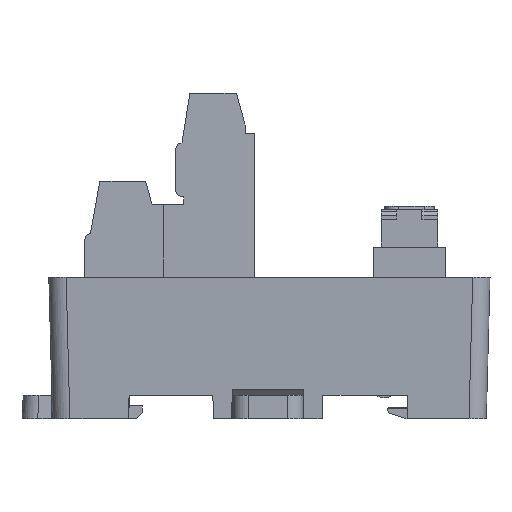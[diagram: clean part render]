
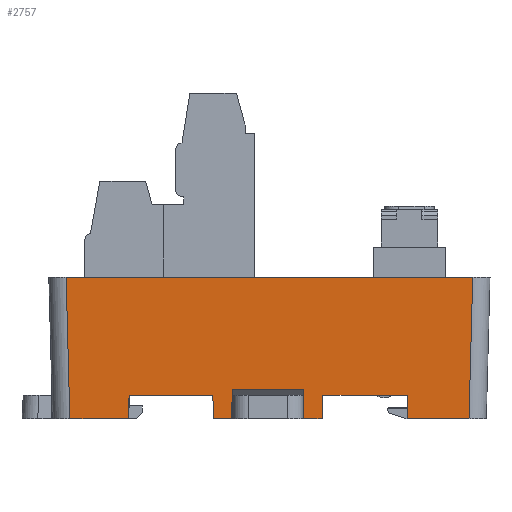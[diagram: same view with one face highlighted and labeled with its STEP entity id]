
A CAD part, left-side view. The second image highlights one B-rep face of the part: STEP entity #2757.
In plain terms, the highlighted planar face has unit normal (-1, 0, -0.026).
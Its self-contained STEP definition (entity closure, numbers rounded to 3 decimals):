
#1812=FACE_OUTER_BOUND('',#5183,.T.);
#2757=ADVANCED_FACE('',(#1812),#3780,.T.);
#3780=PLANE('',#20525);
#5183=EDGE_LOOP('',(#7185,#7186,#7187,#7188,#7189,#7190,#7191,#7192,#7193,
#7194,#7195,#7196,#7197,#7198,#7199,#7200));
#7185=ORIENTED_EDGE('',*,*,#13700,.T.);
#7186=ORIENTED_EDGE('',*,*,#13972,.F.);
#7187=ORIENTED_EDGE('',*,*,#13973,.T.);
#7188=ORIENTED_EDGE('',*,*,#13974,.F.);
#7189=ORIENTED_EDGE('',*,*,#13975,.T.);
#7190=ORIENTED_EDGE('',*,*,#13976,.F.);
#7191=ORIENTED_EDGE('',*,*,#13977,.T.);
#7192=ORIENTED_EDGE('',*,*,#13978,.T.);
#7193=ORIENTED_EDGE('',*,*,#13686,.T.);
#7194=ORIENTED_EDGE('',*,*,#13965,.T.);
#7195=ORIENTED_EDGE('',*,*,#13890,.T.);
#7196=ORIENTED_EDGE('',*,*,#13968,.T.);
#7197=ORIENTED_EDGE('',*,*,#13868,.F.);
#7198=ORIENTED_EDGE('',*,*,#13971,.T.);
#7199=ORIENTED_EDGE('',*,*,#13886,.T.);
#7200=ORIENTED_EDGE('',*,*,#13903,.F.);
#11835=VERTEX_POINT('',#27327);
#11836=VERTEX_POINT('',#27329);
#11849=VERTEX_POINT('',#27355);
#11850=VERTEX_POINT('',#27357);
#11975=VERTEX_POINT('',#27693);
#11976=VERTEX_POINT('',#27694);
#11986=VERTEX_POINT('',#27723);
#11987=VERTEX_POINT('',#27725);
#11990=VERTEX_POINT('',#27732);
#11991=VERTEX_POINT('',#27734);
#12032=VERTEX_POINT('',#27900);
#12033=VERTEX_POINT('',#27902);
#12034=VERTEX_POINT('',#27904);
#12035=VERTEX_POINT('',#27906);
#12036=VERTEX_POINT('',#27908);
#12037=VERTEX_POINT('',#27910);
#13686=EDGE_CURVE('',#11836,#11835,#16310,.T.);
#13700=EDGE_CURVE('',#11850,#11849,#16322,.T.);
#13868=EDGE_CURVE('',#11975,#11976,#16485,.T.);
#13886=EDGE_CURVE('',#11987,#11986,#16499,.T.);
#13890=EDGE_CURVE('',#11991,#11990,#16501,.T.);
#13903=EDGE_CURVE('',#11850,#11986,#16513,.T.);
#13965=EDGE_CURVE('',#11835,#11991,#16571,.T.);
#13968=EDGE_CURVE('',#11990,#11976,#16574,.T.);
#13971=EDGE_CURVE('',#11975,#11987,#16577,.T.);
#13972=EDGE_CURVE('',#12032,#11849,#16578,.T.);
#13973=EDGE_CURVE('',#12032,#12033,#16579,.T.);
#13974=EDGE_CURVE('',#12034,#12033,#16580,.T.);
#13975=EDGE_CURVE('',#12034,#12035,#16581,.T.);
#13976=EDGE_CURVE('',#12036,#12035,#16582,.T.);
#13977=EDGE_CURVE('',#12036,#12037,#16583,.T.);
#13978=EDGE_CURVE('',#12037,#11836,#16584,.T.);
#16310=LINE('',#27328,#18448);
#16322=LINE('',#27356,#18460);
#16485=LINE('',#27692,#18623);
#16499=LINE('',#27724,#18637);
#16501=LINE('',#27733,#18639);
#16513=LINE('',#27758,#18651);
#16571=LINE('',#27885,#18709);
#16574=LINE('',#27890,#18712);
#16577=LINE('',#27897,#18715);
#16578=LINE('',#27899,#18716);
#16579=LINE('',#27901,#18717);
#16580=LINE('',#27903,#18718);
#16581=LINE('',#27905,#18719);
#16582=LINE('',#27907,#18720);
#16583=LINE('',#27909,#18721);
#16584=LINE('',#27911,#18722);
#18448=VECTOR('',#22095,1.);
#18460=VECTOR('',#22111,1.);
#18623=VECTOR('',#22370,1.);
#18637=VECTOR('',#22396,1.);
#18639=VECTOR('',#22404,1.);
#18651=VECTOR('',#22424,1.);
#18709=VECTOR('',#22556,1.);
#18712=VECTOR('',#22563,1.);
#18715=VECTOR('',#22574,1.);
#18716=VECTOR('',#22577,1.);
#18717=VECTOR('',#22578,1.);
#18718=VECTOR('',#22579,1.);
#18719=VECTOR('',#22580,1.);
#18720=VECTOR('',#22581,1.);
#18721=VECTOR('',#22582,1.);
#18722=VECTOR('',#22583,1.);
#20525=AXIS2_PLACEMENT_3D('',#27912,#22584,#22585);
#22095=DIRECTION('',(0.,-1.,0.));
#22111=DIRECTION('',(0.,-1.,0.));
#22370=DIRECTION('',(0.,-1.,0.));
#22396=DIRECTION('',(0.,-1.,0.));
#22404=DIRECTION('',(0.,-1.,0.));
#22424=DIRECTION('',(0.026,0.017,-1.));
#22556=DIRECTION('',(0.026,-0.017,-1.));
#22563=DIRECTION('',(-0.026,-0.026,0.999));
#22574=DIRECTION('',(0.026,-0.026,-0.999));
#22577=DIRECTION('',(-0.026,0.035,0.999));
#22578=DIRECTION('',(0.,-1.,0.));
#22579=DIRECTION('',(0.026,0.009,-1.));
#22580=DIRECTION('',(0.,-1.,0.));
#22581=DIRECTION('',(-0.026,0.009,1.));
#22582=DIRECTION('',(0.,-1.,0.));
#22583=DIRECTION('',(-0.026,-0.035,0.999));
#22584=DIRECTION('',(-1.,0.,-0.026));
#22585=DIRECTION('',(0.026,0.,-1.));
#27327=CARTESIAN_POINT('',(-28.557,10.5,-15.));
#27328=CARTESIAN_POINT('',(-28.557,28.25,-15.));
#27329=CARTESIAN_POINT('',(-28.557,21.25,-15.));
#27355=CARTESIAN_POINT('',(-28.557,35.25,-15.));
#27356=CARTESIAN_POINT('',(-28.557,28.25,-15.));
#27357=CARTESIAN_POINT('',(-28.557,45.9,-15.));
#27692=CARTESIAN_POINT('',(-28.95,27.75,0.));
#27693=CARTESIAN_POINT('',(-28.95,53.901,0.));
#27694=CARTESIAN_POINT('',(-28.95,2.199,0.));
#27723=CARTESIAN_POINT('',(-28.479,45.952,-18.));
#27724=CARTESIAN_POINT('',(-28.479,28.25,-18.));
#27725=CARTESIAN_POINT('',(-28.479,53.429,-18.));
#27732=CARTESIAN_POINT('',(-28.479,2.671,-18.));
#27733=CARTESIAN_POINT('',(-28.479,27.75,-18.));
#27734=CARTESIAN_POINT('',(-28.479,10.448,-18.));
#27758=CARTESIAN_POINT('',(-28.526,45.921,-16.204));
#27885=CARTESIAN_POINT('',(-28.958,10.767,0.294));
#27890=CARTESIAN_POINT('',(-28.933,2.217,-0.66));
#27897=CARTESIAN_POINT('',(-28.933,53.884,-0.66));
#27899=CARTESIAN_POINT('',(-28.526,35.208,-16.202));
#27900=CARTESIAN_POINT('',(-28.479,35.145,-18.));
#27901=CARTESIAN_POINT('',(-28.479,28.25,-18.));
#27902=CARTESIAN_POINT('',(-28.479,32.826,-18.));
#27903=CARTESIAN_POINT('',(-28.951,32.669,0.04));
#27904=CARTESIAN_POINT('',(-28.576,32.794,-14.274));
#27905=CARTESIAN_POINT('',(-28.576,-181.195,-14.274));
#27906=CARTESIAN_POINT('',(-28.576,23.706,-14.274));
#27907=CARTESIAN_POINT('',(-28.951,23.831,0.032));
#27908=CARTESIAN_POINT('',(-28.479,23.674,-18.));
#27909=CARTESIAN_POINT('',(-28.479,28.25,-18.));
#27910=CARTESIAN_POINT('',(-28.479,21.355,-18.));
#27911=CARTESIAN_POINT('',(-28.944,20.735,-0.247));
#27912=CARTESIAN_POINT('',(-28.95,27.75,-0.003));
